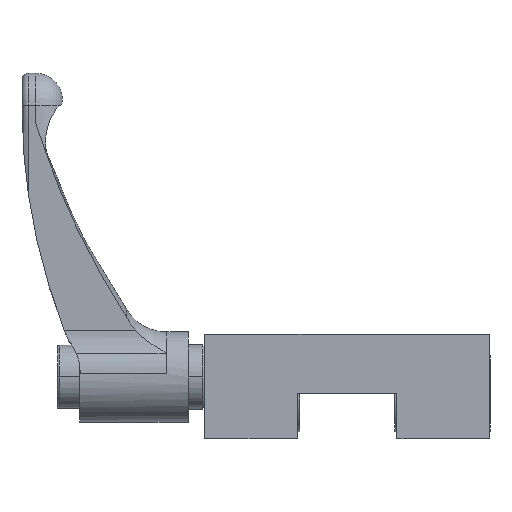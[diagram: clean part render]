
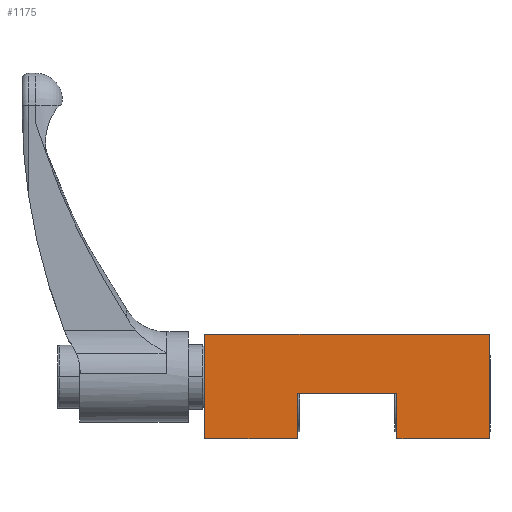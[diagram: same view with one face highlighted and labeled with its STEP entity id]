
A CAD part, top view. The second image highlights one B-rep face of the part: STEP entity #1175.
In plain terms, the highlighted planar face has unit normal (0, 0, 1).
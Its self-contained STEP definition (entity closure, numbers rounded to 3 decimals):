
#246 = CARTESIAN_POINT ( 'NONE',  ( -15.51, 11.199, 14. ) ) ;
#1074 = VERTEX_POINT ( 'NONE', #2445 ) ;
#1076 = VERTEX_POINT ( 'NONE', #2446 ) ;
#1078 = EDGE_CURVE ( 'NONE', #1076, #1074, #2504, .T. ) ;
#1104 = EDGE_CURVE ( 'NONE', #1121, #1170, #2515, .T. ) ;
#1107 = ORIENTED_EDGE ( 'NONE', *, *, #1113, .T. ) ;
#1109 = VERTEX_POINT ( 'NONE', #2518 ) ;
#1110 = ORIENTED_EDGE ( 'NONE', *, *, #1078, .T. ) ;
#1113 = EDGE_CURVE ( 'NONE', #2915, #1076, #2560, .T. ) ;
#1115 = ORIENTED_EDGE ( 'NONE', *, *, #1178, .T. ) ;
#1121 = VERTEX_POINT ( 'NONE', #2542 ) ;
#1127 = ORIENTED_EDGE ( 'NONE', *, *, #1145, .T. ) ;
#1128 = ORIENTED_EDGE ( 'NONE', *, *, #1157, .T. ) ;
#1129 = EDGE_CURVE ( 'NONE', #1170, #2915, #2555, .T. ) ;
#1145 = EDGE_CURVE ( 'NONE', #1163, #1171, #2615, .T. ) ;
#1157 = EDGE_CURVE ( 'NONE', #1171, #1121, #2640, .T. ) ;
#1162 = ORIENTED_EDGE ( 'NONE', *, *, #1104, .T. ) ;
#1163 = VERTEX_POINT ( 'NONE', #2649 ) ;
#1167 = EDGE_LOOP ( 'NONE', ( #1115, #1176, #1127, #1128, #1162, #1179, #1107, #1110 ) ) ;
#1170 = VERTEX_POINT ( 'NONE', #2626 ) ;
#1171 = VERTEX_POINT ( 'NONE', #2628 ) ;
#1175 = ADVANCED_FACE ( 'NONE', ( #2631 ), #2685, .T. ) ;
#1176 = ORIENTED_EDGE ( 'NONE', *, *, #1177, .T. ) ;
#1177 = EDGE_CURVE ( 'NONE', #1109, #1163, #2682, .T. ) ;
#1178 = EDGE_CURVE ( 'NONE', #1074, #1109, #2673, .T. ) ;
#1179 = ORIENTED_EDGE ( 'NONE', *, *, #1129, .T. ) ;
#2445 = CARTESIAN_POINT ( 'NONE',  ( 3.99, -10.801, 14. ) ) ;
#2446 = CARTESIAN_POINT ( 'NONE',  ( -15.51, -10.801, 14. ) ) ;
#2501 = DIRECTION ( 'NONE',  ( 1., 0., 0. ) ) ;
#2502 = VECTOR ( 'NONE', #2501, 1000. ) ;
#2503 = CARTESIAN_POINT ( 'NONE',  ( -15.51, -10.801, 14. ) ) ;
#2504 = LINE ( 'NONE', #2503, #2502 ) ;
#2512 = DIRECTION ( 'NONE',  ( 0., 1., 0. ) ) ;
#2513 = VECTOR ( 'NONE', #2512, 1000. ) ;
#2514 = CARTESIAN_POINT ( 'NONE',  ( 44.49, 11.199, 14. ) ) ;
#2515 = LINE ( 'NONE', #2514, #2513 ) ;
#2518 = CARTESIAN_POINT ( 'NONE',  ( 3.99, -1.301, 14. ) ) ;
#2537 = VECTOR ( 'NONE', #2543, 1000. ) ;
#2542 = CARTESIAN_POINT ( 'NONE',  ( 44.49, -10.801, 14. ) ) ;
#2543 = DIRECTION ( 'NONE',  ( -1., 0., 0. ) ) ;
#2544 = CARTESIAN_POINT ( 'NONE',  ( -15.51, 11.199, 14. ) ) ;
#2553 = DIRECTION ( 'NONE',  ( 0., -1., 0. ) ) ;
#2554 = VECTOR ( 'NONE', #2553, 1000. ) ;
#2555 = LINE ( 'NONE', #2544, #2537 ) ;
#2559 = CARTESIAN_POINT ( 'NONE',  ( -15.51, 11.199, 14. ) ) ;
#2560 = LINE ( 'NONE', #2559, #2554 ) ;
#2587 = CARTESIAN_POINT ( 'NONE',  ( 24.99, -1.301, 14. ) ) ;
#2609 = DIRECTION ( 'NONE',  ( 0., -1., 0. ) ) ;
#2610 = VECTOR ( 'NONE', #2609, 1000. ) ;
#2615 = LINE ( 'NONE', #2587, #2610 ) ;
#2626 = CARTESIAN_POINT ( 'NONE',  ( 44.49, 11.199, 14. ) ) ;
#2628 = CARTESIAN_POINT ( 'NONE',  ( 24.99, -10.801, 14. ) ) ;
#2631 = FACE_OUTER_BOUND ( 'NONE', #1167, .T. ) ;
#2633 = CARTESIAN_POINT ( 'NONE',  ( 44.49, -10.801, 14. ) ) ;
#2635 = AXIS2_PLACEMENT_3D ( 'NONE', #2633, #2681, #2680 ) ;
#2637 = DIRECTION ( 'NONE',  ( 1., 0., 0. ) ) ;
#2638 = VECTOR ( 'NONE', #2637, 1000. ) ;
#2640 = LINE ( 'NONE', #2648, #2638 ) ;
#2648 = CARTESIAN_POINT ( 'NONE',  ( -15.51, -10.801, 14. ) ) ;
#2649 = CARTESIAN_POINT ( 'NONE',  ( 24.99, -1.301, 14. ) ) ;
#2669 = DIRECTION ( 'NONE',  ( 0., 1., 0. ) ) ;
#2670 = VECTOR ( 'NONE', #2669, 1000. ) ;
#2671 = CARTESIAN_POINT ( 'NONE',  ( 3.99, -1.301, 14. ) ) ;
#2673 = LINE ( 'NONE', #2671, #2670 ) ;
#2674 = DIRECTION ( 'NONE',  ( 1., 0., 0. ) ) ;
#2675 = VECTOR ( 'NONE', #2674, 1000. ) ;
#2676 = CARTESIAN_POINT ( 'NONE',  ( 24.99, -1.301, 14. ) ) ;
#2680 = DIRECTION ( 'NONE',  ( 1., 0., 0. ) ) ;
#2681 = DIRECTION ( 'NONE',  ( 0., 0., 1. ) ) ;
#2682 = LINE ( 'NONE', #2676, #2675 ) ;
#2685 = PLANE ( 'NONE',  #2635 ) ;
#2915 = VERTEX_POINT ( 'NONE', #246 ) ;
